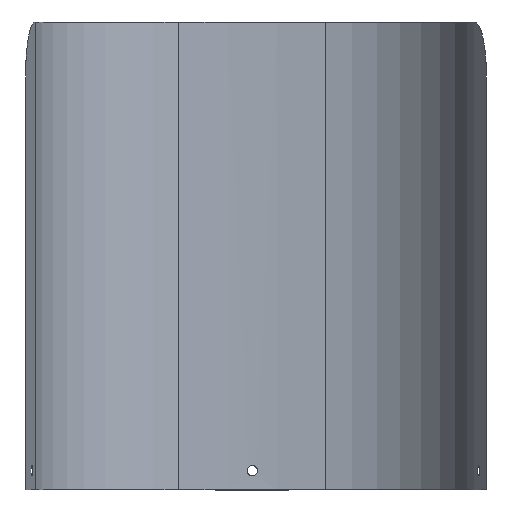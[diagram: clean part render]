
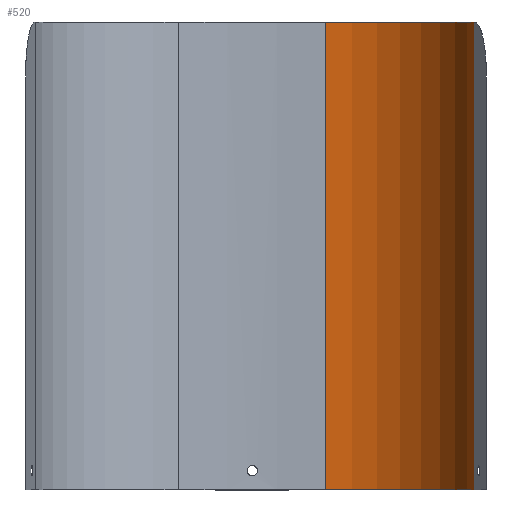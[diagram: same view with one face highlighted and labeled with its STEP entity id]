
A CAD part, front view. The second image highlights one B-rep face of the part: STEP entity #520.
In plain terms, the highlighted cylindrical face has radius 76.466 mm (diameter 152.932 mm), a partial arc.
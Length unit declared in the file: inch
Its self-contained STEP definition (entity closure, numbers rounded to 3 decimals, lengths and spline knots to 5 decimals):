
#83 = ORIENTED_EDGE ( 'NONE', *, *, #320, .T. ) ;
#99 = VERTEX_POINT ( 'NONE', #554 ) ;
#123 = AXIS2_PLACEMENT_3D ( 'NONE', #880, #381, #985 ) ;
#125 = EDGE_LOOP ( 'NONE', ( #391, #538, #645, #83 ) ) ;
#130 = DIRECTION ( 'NONE',  ( 0.09, -0.996, 0. ) ) ;
#195 = LINE ( 'NONE', #458, #454 ) ;
#320 = EDGE_CURVE ( 'NONE', #1107, #329, #195, .T. ) ;
#329 = VERTEX_POINT ( 'NONE', #635 ) ;
#350 = CARTESIAN_POINT ( 'NONE',  ( 1.06792, -0.4054, 0. ) ) ;
#373 = DIRECTION ( 'NONE',  ( 0., 0., 1. ) ) ;
#381 = DIRECTION ( 'NONE',  ( 0., 0., -1. ) ) ;
#391 = ORIENTED_EDGE ( 'NONE', *, *, #780, .T. ) ;
#410 = EDGE_CURVE ( 'NONE', #99, #1107, #779, .T. ) ;
#454 = VECTOR ( 'NONE', #373, 39.37008 ) ;
#458 = CARTESIAN_POINT ( 'NONE',  ( 3.76624, -2.77106, -8.5 ) ) ;
#460 = CARTESIAN_POINT ( 'NONE',  ( 0.82347, -3.40594, 0. ) ) ;
#491 = CIRCLE ( 'NONE', #1086, 3.01047 ) ;
#503 = DIRECTION ( 'NONE',  ( 0., 0., 1. ) ) ;
#520 = ADVANCED_FACE ( 'NONE', ( #994 ), #1059, .F. ) ;
#538 = ORIENTED_EDGE ( 'NONE', *, *, #547, .F. ) ;
#546 = DIRECTION ( 'NONE',  ( 0.09, -0.996, 0. ) ) ;
#547 = EDGE_CURVE ( 'NONE', #99, #630, #597, .T. ) ;
#554 = CARTESIAN_POINT ( 'NONE',  ( 1.06792, -0.4054, -8.5 ) ) ;
#580 = VECTOR ( 'NONE', #503, 39.37008 ) ;
#597 = LINE ( 'NONE', #1089, #580 ) ;
#630 = VERTEX_POINT ( 'NONE', #350 ) ;
#635 = CARTESIAN_POINT ( 'NONE',  ( 3.76624, -2.77106, 0. ) ) ;
#645 = ORIENTED_EDGE ( 'NONE', *, *, #410, .T. ) ;
#720 = DIRECTION ( 'NONE',  ( 0., 0., 1. ) ) ;
#779 = CIRCLE ( 'NONE', #123, 3.01047 ) ;
#780 = EDGE_CURVE ( 'NONE', #329, #630, #491, .T. ) ;
#880 = CARTESIAN_POINT ( 'NONE',  ( 0.82347, -3.40594, -8.5 ) ) ;
#899 = DIRECTION ( 'NONE',  ( 0., 0., 1. ) ) ;
#904 = CARTESIAN_POINT ( 'NONE',  ( 0.82347, -3.40594, -13.57938 ) ) ;
#959 = CARTESIAN_POINT ( 'NONE',  ( 3.76624, -2.77106, -8.5 ) ) ;
#985 = DIRECTION ( 'NONE',  ( -0.09, 0.996, 0. ) ) ;
#994 = FACE_OUTER_BOUND ( 'NONE', #125, .T. ) ;
#997 = AXIS2_PLACEMENT_3D ( 'NONE', #904, #899, #130 ) ;
#1059 = CYLINDRICAL_SURFACE ( 'NONE', #997, 3.01047 ) ;
#1086 = AXIS2_PLACEMENT_3D ( 'NONE', #460, #720, #546 ) ;
#1089 = CARTESIAN_POINT ( 'NONE',  ( 1.06792, -0.4054, -8.5 ) ) ;
#1107 = VERTEX_POINT ( 'NONE', #959 ) ;
